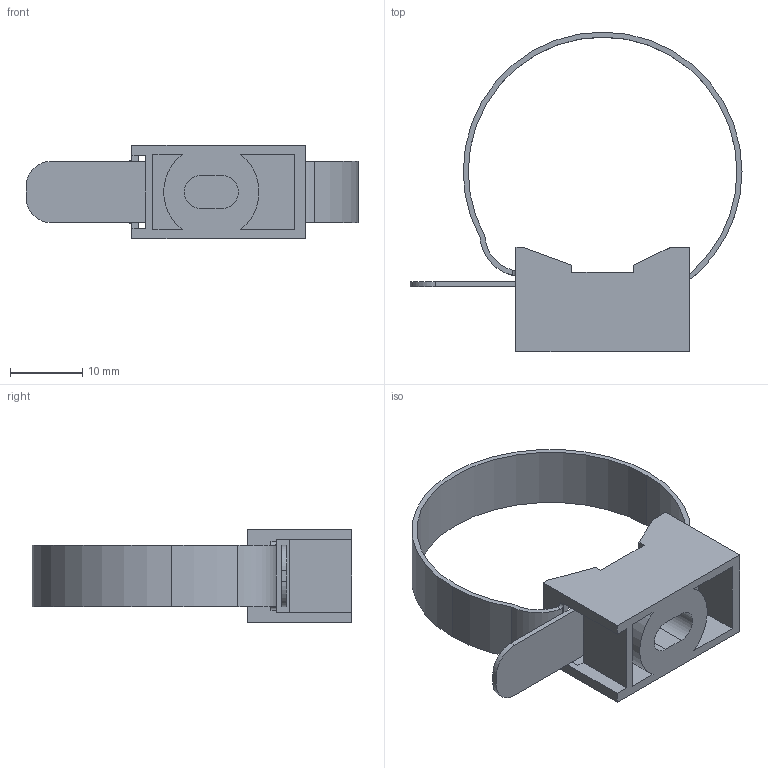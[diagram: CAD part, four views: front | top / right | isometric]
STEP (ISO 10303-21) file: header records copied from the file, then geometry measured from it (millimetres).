
FILE_DESCRIPTION (( 'STEP AP214' ), '1' );
FILE_NAME ('CTA10D-CFF132-K41 - Õîìóòíûé äåðæàòåëü ñî ñòÿæêîé CFF1 16-32 ìì IEK.STEP', '2016-05-13T13:06:38', ( '' ), ( '' ), 'SwSTEP 2.0', 'SolidWorks 2014', '' );
FILE_SCHEMA (( 'AUTOMOTIVE_DESIGN' ));
Length unit declared in the file: millimetre
Products named in the file (1): CTA10D-CFF132-K41 - Õîìóòíûé äåðæàòåëü ñî ñòÿæêîé CFF1 16-32 ìì IEK
Bounding box: 45.97 x 44.27 x 13 mm (x, y, z)
Volume: 2687 mm3; surface area: 5032.3 mm2
Topology: 1 solids, 1 shells, 72 faces, 200 edges, 132 vertices
Faces by surface type: plane 50, cylinder 22
Entity records: 2342 total; most frequent: CARTESIAN_POINT 427, ORIENTED_EDGE 400, DIRECTION 380, EDGE_CURVE 200, VECTOR 154, LINE 154, VERTEX_POINT 132, AXIS2_PLACEMENT_3D 113
